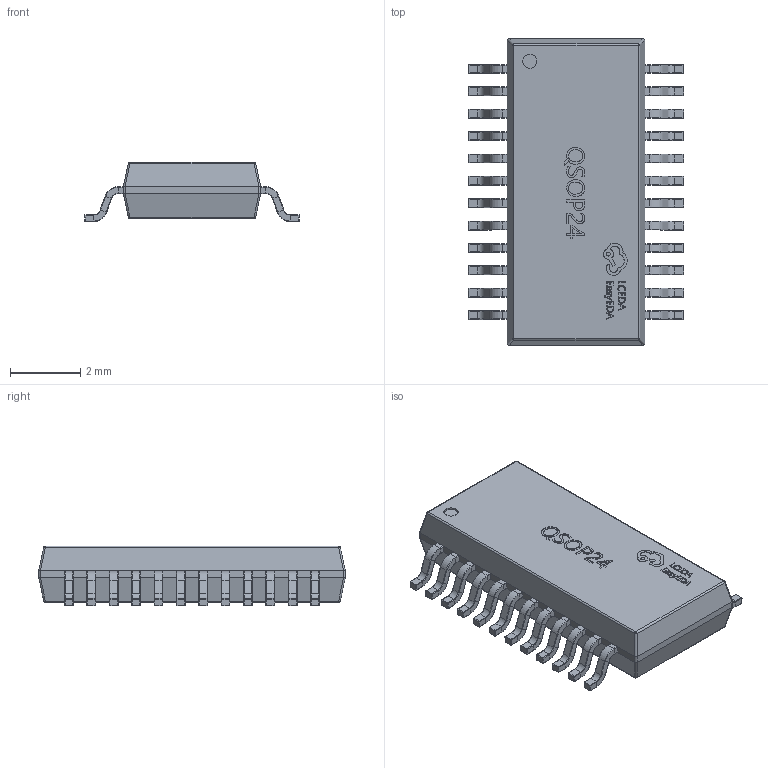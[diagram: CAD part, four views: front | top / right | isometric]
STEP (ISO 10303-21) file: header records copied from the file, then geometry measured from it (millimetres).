
FILE_DESCRIPTION (( 'STEP AP214' ), '1' );
FILE_NAME ('QSOP-24_L8.7-W3.9-H1.6-LS6.0-P0.64.step', '2022-07-26T09:59:29', ( '' ), ( '' ), 'SwSTEP 2.0', 'SolidWorks 2020', '' );
FILE_SCHEMA (( 'AUTOMOTIVE_DESIGN' ));
Length unit declared in the file: millimetre
Products named in the file (1): QSOP-24_L8.7-W3.9-H1.6-LS6.0-P0.64
Bounding box: 6.11 x 8.7 x 1.7 mm (x, y, z)
Volume: 53.5 mm3; surface area: 135.7 mm2
Topology: 38 solids, 38 shells, 1667 faces, 3687 edges, 2066 vertices
Faces by surface type: plane 665, cylinder 526, torus 192, bspline 156, sphere 128
Entity records: 66521 total; most frequent: CARTESIAN_POINT 12289, DIRECTION 7527, ORIENTED_EDGE 7182, EDGE_CURVE 3591, AXIS2_PLACEMENT_3D 2764, VERTEX_POINT 2018, VECTOR 1999, LINE 1999
